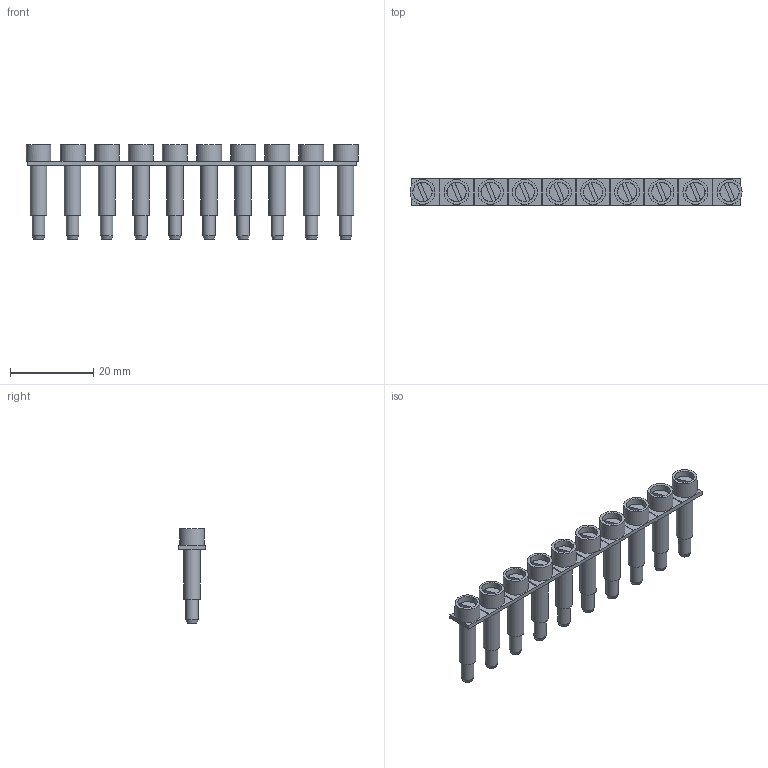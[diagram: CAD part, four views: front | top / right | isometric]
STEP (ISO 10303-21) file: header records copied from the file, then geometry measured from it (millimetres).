
FILE_DESCRIPTION(/* description */ ('Unknown'),/* implementation_level */ '2;1');
FILE_NAME(/* name */ 'JSSB-10-08_BPN',/* time_stamp */ '2024-11-15T07:53:58-03:00',/* author */ ('Unknown'),/* organization */ ('Unknown'),/* preprocessor_version */ 'ST-DEVELOPER v16.7',/* originating_system */ 'Solid Edge',/* authorisation */ 'Unknown');
FILE_SCHEMA (('AUTOMOTIVE_DESIGN {1 0 10303 214 3 1 1}'));
Length unit declared in the file: millimetre
Products named in the file (1): JSSB-10-08_BPN
Bounding box: 79.8 x 6.4 x 22.8 mm (x, y, z)
Volume: 3246.4 mm3; surface area: 4292.8 mm2
Topology: 1 solids, 1 shells, 185 faces, 431 edges, 286 vertices
Faces by surface type: plane 115, cylinder 40, bspline 20, cone 10
Full cylindrical faces by diameter (mm): 3 x10, 4 x10, 4.7 x10, 6 x10
Entity records: 7067 total; most frequent: CARTESIAN_POINT 1789, DIRECTION 833, ORIENTED_EDGE 718, EDGE_CURVE 359, AXIS2_PLACEMENT_3D 328, EDGE_LOOP 273, FACE_BOUND 273, VERTEX_POINT 264
